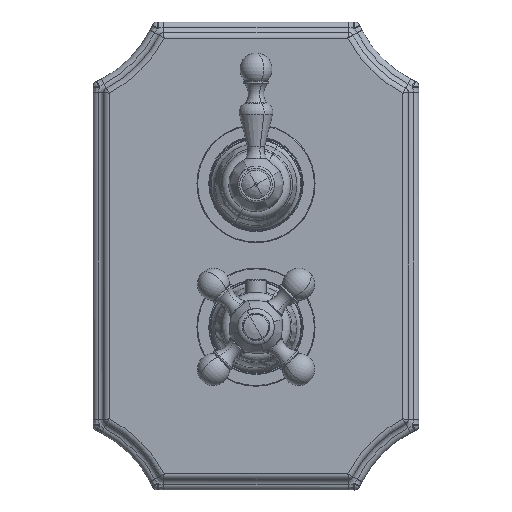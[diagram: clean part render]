
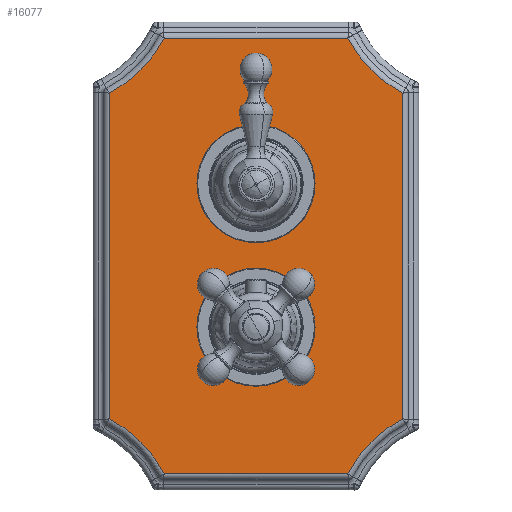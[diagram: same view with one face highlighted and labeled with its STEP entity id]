
A CAD part, top view. The second image highlights one B-rep face of the part: STEP entity #16077.
In plain terms, the highlighted face is planar.
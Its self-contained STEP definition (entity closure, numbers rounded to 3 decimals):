
#13571=CARTESIAN_POINT('Vertex',(-107.,10.,-45.133)) ;
#13611=CARTESIAN_POINT('Axis2P3D Location',(-136.651,10.,-101.85)) ;
#13615=CARTESIAN_POINT('Vertex',(-80.038,10.,-72.)) ;
#13766=CARTESIAN_POINT('Line Origine',(110.218,10.,-72.)) ;
#13770=CARTESIAN_POINT('Vertex',(80.038,10.,-72.)) ;
#13939=CARTESIAN_POINT('Axis2P3D Location',(136.651,10.,-101.85)) ;
#13943=CARTESIAN_POINT('Vertex',(107.,10.,-45.133)) ;
#14094=CARTESIAN_POINT('Line Origine',(107.,10.,75.182)) ;
#14098=CARTESIAN_POINT('Vertex',(107.,10.,45.133)) ;
#14267=CARTESIAN_POINT('Axis2P3D Location',(136.651,10.,101.85)) ;
#14271=CARTESIAN_POINT('Vertex',(80.038,10.,72.001)) ;
#14422=CARTESIAN_POINT('Line Origine',(-110.248,10.,72.001)) ;
#14426=CARTESIAN_POINT('Vertex',(-80.038,10.,72.001)) ;
#14595=CARTESIAN_POINT('Axis2P3D Location',(-136.651,10.,101.85)) ;
#14599=CARTESIAN_POINT('Vertex',(-107.,10.,45.133)) ;
#14750=CARTESIAN_POINT('Line Origine',(-107.,10.,-75.24)) ;
#16026=CARTESIAN_POINT('Axis2P3D Location',(0.,10.,0.)) ;
#16041=CARTESIAN_POINT('Axis2P3D Location',(-35.,10.,0.)) ;
#16045=CARTESIAN_POINT('Vertex',(-62.,10.,0.)) ;
#16047=CARTESIAN_POINT('Vertex',(-8.,10.,0.)) ;
#16050=CARTESIAN_POINT('Axis2P3D Location',(-35.,10.,0.)) ;
#16059=CARTESIAN_POINT('Axis2P3D Location',(35.,10.,0.)) ;
#16063=CARTESIAN_POINT('Vertex',(8.,10.,0.)) ;
#16065=CARTESIAN_POINT('Vertex',(62.,10.,0.)) ;
#16068=CARTESIAN_POINT('Axis2P3D Location',(35.,10.,0.)) ;
#13768=VECTOR('Line Direction',#13767,1.) ;
#14096=VECTOR('Line Direction',#14095,1.) ;
#14424=VECTOR('Line Direction',#14423,1.) ;
#14752=VECTOR('Line Direction',#14751,1.) ;
#13612=DIRECTION('Axis2P3D Direction',(-0.,1.,0.)) ;
#13767=DIRECTION('Vector Direction',(-1.,0.,0.)) ;
#13940=DIRECTION('Axis2P3D Direction',(0.,1.,0.)) ;
#14095=DIRECTION('Vector Direction',(0.,0.,-1.)) ;
#14268=DIRECTION('Axis2P3D Direction',(0.,1.,0.)) ;
#14423=DIRECTION('Vector Direction',(1.,0.,0.)) ;
#14596=DIRECTION('Axis2P3D Direction',(0.,1.,0.)) ;
#14751=DIRECTION('Vector Direction',(0.,0.,1.)) ;
#16027=DIRECTION('Axis2P3D Direction',(-0.,1.,0.)) ;
#16028=DIRECTION('Axis2P3D XDirection',(1.,0.,0.)) ;
#16042=DIRECTION('Axis2P3D Direction',(-0.,1.,0.)) ;
#16051=DIRECTION('Axis2P3D Direction',(-0.,1.,0.)) ;
#16060=DIRECTION('Axis2P3D Direction',(-0.,1.,0.)) ;
#16069=DIRECTION('Axis2P3D Direction',(-0.,1.,0.)) ;
#13613=AXIS2_PLACEMENT_3D('Circle Axis2P3D',#13611,#13612,$) ;
#13941=AXIS2_PLACEMENT_3D('Circle Axis2P3D',#13939,#13940,$) ;
#14269=AXIS2_PLACEMENT_3D('Circle Axis2P3D',#14267,#14268,$) ;
#14597=AXIS2_PLACEMENT_3D('Circle Axis2P3D',#14595,#14596,$) ;
#16029=AXIS2_PLACEMENT_3D('Plane Axis2P3D',#16026,#16027,#16028) ;
#16043=AXIS2_PLACEMENT_3D('Circle Axis2P3D',#16041,#16042,$) ;
#16052=AXIS2_PLACEMENT_3D('Circle Axis2P3D',#16050,#16051,$) ;
#16061=AXIS2_PLACEMENT_3D('Circle Axis2P3D',#16059,#16060,$) ;
#16070=AXIS2_PLACEMENT_3D('Circle Axis2P3D',#16068,#16069,$) ;
#13769=LINE('Line',#13766,#13768) ;
#14097=LINE('Line',#14094,#14096) ;
#14425=LINE('Line',#14422,#14424) ;
#14753=LINE('Line',#14750,#14752) ;
#13614=CIRCLE('generated circle',#13613,64.) ;
#13942=CIRCLE('generated circle',#13941,64.) ;
#14270=CIRCLE('generated circle',#14269,64.) ;
#14598=CIRCLE('generated circle',#14597,64.) ;
#16044=CIRCLE('generated circle',#16043,27.) ;
#16053=CIRCLE('generated circle',#16052,27.) ;
#16062=CIRCLE('generated circle',#16061,27.) ;
#16071=CIRCLE('generated circle',#16070,27.) ;
#16030=PLANE('',#16029) ;
#16058=FACE_BOUND('',#16055,.T.) ;
#16076=FACE_BOUND('',#16073,.T.) ;
#13617=EDGE_CURVE('',#13616,#13572,#13614,.F.) ;
#13772=EDGE_CURVE('',#13771,#13616,#13769,.T.) ;
#13945=EDGE_CURVE('',#13944,#13771,#13942,.F.) ;
#14100=EDGE_CURVE('',#14099,#13944,#14097,.T.) ;
#14273=EDGE_CURVE('',#14272,#14099,#14270,.F.) ;
#14428=EDGE_CURVE('',#14427,#14272,#14425,.T.) ;
#14601=EDGE_CURVE('',#14600,#14427,#14598,.F.) ;
#14754=EDGE_CURVE('',#13572,#14600,#14753,.T.) ;
#16049=EDGE_CURVE('',#16046,#16048,#16044,.T.) ;
#16054=EDGE_CURVE('',#16048,#16046,#16053,.T.) ;
#16067=EDGE_CURVE('',#16064,#16066,#16062,.T.) ;
#16072=EDGE_CURVE('',#16066,#16064,#16071,.T.) ;
#16032=ORIENTED_EDGE('',*,*,#14100,.T.) ;
#16033=ORIENTED_EDGE('',*,*,#13945,.T.) ;
#16034=ORIENTED_EDGE('',*,*,#13772,.T.) ;
#16035=ORIENTED_EDGE('',*,*,#13617,.T.) ;
#16036=ORIENTED_EDGE('',*,*,#14754,.T.) ;
#16037=ORIENTED_EDGE('',*,*,#14601,.T.) ;
#16038=ORIENTED_EDGE('',*,*,#14428,.T.) ;
#16039=ORIENTED_EDGE('',*,*,#14273,.T.) ;
#16056=ORIENTED_EDGE('',*,*,#16049,.F.) ;
#16057=ORIENTED_EDGE('',*,*,#16054,.F.) ;
#16074=ORIENTED_EDGE('',*,*,#16067,.F.) ;
#16075=ORIENTED_EDGE('',*,*,#16072,.F.) ;
#16031=EDGE_LOOP('',(#16032,#16033,#16034,#16035,#16036,#16037,#16038,#16039)) ;
#16055=EDGE_LOOP('',(#16056,#16057)) ;
#16073=EDGE_LOOP('',(#16074,#16075)) ;
#13572=VERTEX_POINT('',#13571) ;
#13616=VERTEX_POINT('',#13615) ;
#13771=VERTEX_POINT('',#13770) ;
#13944=VERTEX_POINT('',#13943) ;
#14099=VERTEX_POINT('',#14098) ;
#14272=VERTEX_POINT('',#14271) ;
#14427=VERTEX_POINT('',#14426) ;
#14600=VERTEX_POINT('',#14599) ;
#16046=VERTEX_POINT('',#16045) ;
#16048=VERTEX_POINT('',#16047) ;
#16064=VERTEX_POINT('',#16063) ;
#16066=VERTEX_POINT('',#16065) ;
#16077=ADVANCED_FACE('MANIFOLD_SOLID_BREP #17141',(#16040,#16058,#16076),#16030,.T.) ;
#16040=FACE_OUTER_BOUND('',#16031,.T.) ;
